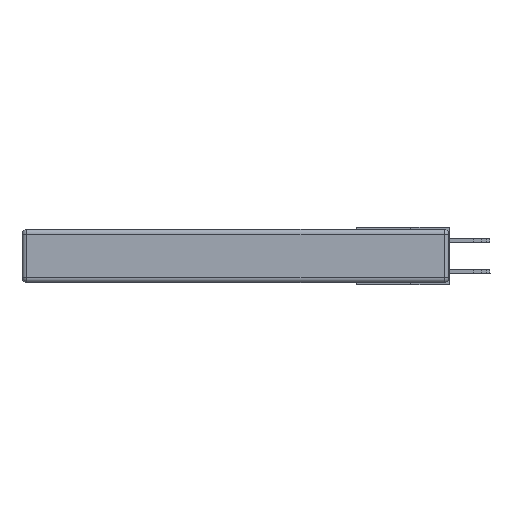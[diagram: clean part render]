
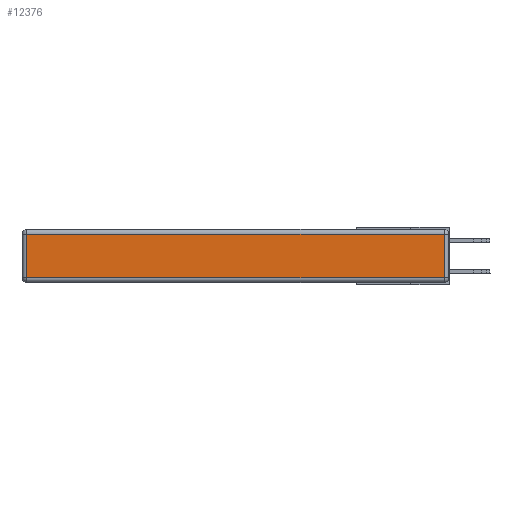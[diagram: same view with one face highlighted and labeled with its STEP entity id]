
A CAD part, left-side view. The second image highlights one B-rep face of the part: STEP entity #12376.
In plain terms, the highlighted planar face has unit normal (-1, 0, 0).
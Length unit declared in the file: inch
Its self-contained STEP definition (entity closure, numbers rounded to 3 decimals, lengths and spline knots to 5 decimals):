
#1968 = CARTESIAN_POINT ( 'NONE',  ( 0., 0.03, -0.313 ) ) ;
#2398 = DIRECTION ( 'NONE',  ( 0., 1., 0. ) ) ;
#2461 = ORIENTED_EDGE ( 'NONE', *, *, #11615, .T. ) ;
#2783 = CARTESIAN_POINT ( 'NONE',  ( 0., 0., -0.313 ) ) ;
#2910 = CARTESIAN_POINT ( 'NONE',  ( 0., 0.03, -0.03 ) ) ;
#3521 = LINE ( 'NONE', #11741, #8336 ) ;
#3572 = VERTEX_POINT ( 'NONE', #1968 ) ;
#3614 = ORIENTED_EDGE ( 'NONE', *, *, #8891, .T. ) ;
#4176 = CARTESIAN_POINT ( 'NONE',  ( 0., 0.03, -0.343 ) ) ;
#4452 = VECTOR ( 'NONE', #2398, 39.37008 ) ;
#5551 = VECTOR ( 'NONE', #11232, 39.37008 ) ;
#6788 = DIRECTION ( 'NONE',  ( -1., 0., 0. ) ) ;
#6904 = PLANE ( 'NONE',  #9218 ) ;
#7512 = EDGE_CURVE ( 'NONE', #14949, #11812, #13467, .T. ) ;
#7706 = EDGE_CURVE ( 'NONE', #3572, #14949, #13676, .T. ) ;
#8336 = VECTOR ( 'NONE', #15350, 39.37008 ) ;
#8891 = EDGE_CURVE ( 'NONE', #10593, #3572, #13628, .T. ) ;
#9218 = AXIS2_PLACEMENT_3D ( 'NONE', #14334, #6788, #15290 ) ;
#9840 = ORIENTED_EDGE ( 'NONE', *, *, #7706, .T. ) ;
#10386 = VECTOR ( 'NONE', #15229, 39.37008 ) ;
#10593 = VERTEX_POINT ( 'NONE', #14419 ) ;
#10814 = FACE_OUTER_BOUND ( 'NONE', #14833, .T. ) ;
#11232 = DIRECTION ( 'NONE',  ( 0., -1., 0. ) ) ;
#11615 = EDGE_CURVE ( 'NONE', #11812, #10593, #3521, .T. ) ;
#11636 = ORIENTED_EDGE ( 'NONE', *, *, #7512, .T. ) ;
#11741 = CARTESIAN_POINT ( 'NONE',  ( 0., 2.72, -0.343 ) ) ;
#11812 = VERTEX_POINT ( 'NONE', #12007 ) ;
#12007 = CARTESIAN_POINT ( 'NONE',  ( 0., 2.72, -0.03 ) ) ;
#12376 = ADVANCED_FACE ( 'NONE', ( #10814 ), #6904, .T. ) ;
#13467 = LINE ( 'NONE', #14661, #4452 ) ;
#13628 = LINE ( 'NONE', #2783, #5551 ) ;
#13676 = LINE ( 'NONE', #4176, #10386 ) ;
#14334 = CARTESIAN_POINT ( 'NONE',  ( 0., 0., -0.343 ) ) ;
#14419 = CARTESIAN_POINT ( 'NONE',  ( 0., 2.72, -0.313 ) ) ;
#14661 = CARTESIAN_POINT ( 'NONE',  ( 0., 2.75, -0.03 ) ) ;
#14833 = EDGE_LOOP ( 'NONE', ( #3614, #9840, #11636, #2461 ) ) ;
#14949 = VERTEX_POINT ( 'NONE', #2910 ) ;
#15229 = DIRECTION ( 'NONE',  ( 0., 0., 1. ) ) ;
#15290 = DIRECTION ( 'NONE',  ( 0., 0., 1. ) ) ;
#15350 = DIRECTION ( 'NONE',  ( 0., 0., -1. ) ) ;
